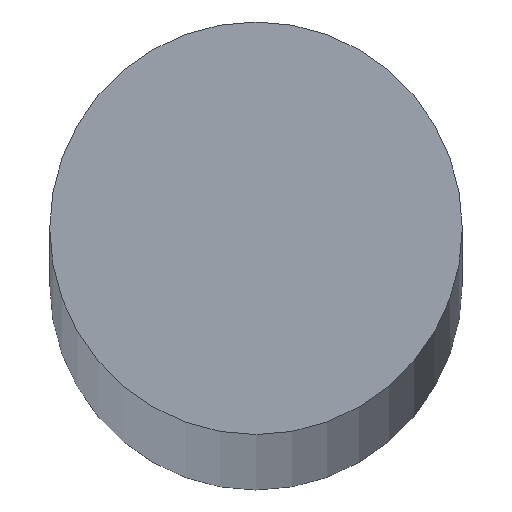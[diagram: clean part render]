
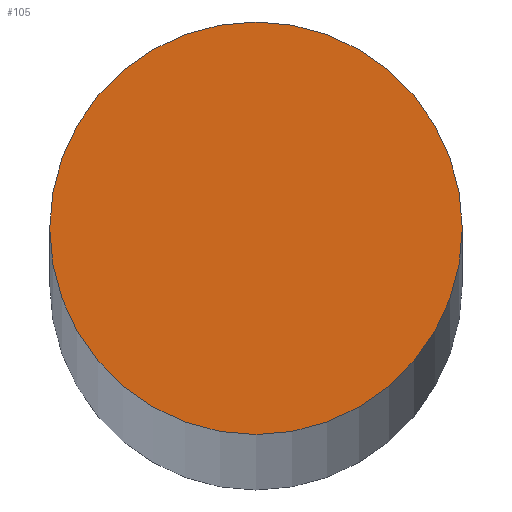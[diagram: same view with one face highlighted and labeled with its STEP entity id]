
A CAD part, top view. The second image highlights one B-rep face of the part: STEP entity #105.
In plain terms, the highlighted planar face has unit normal (0, 0, 1).
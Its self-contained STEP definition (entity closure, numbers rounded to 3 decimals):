
#46 = AXIS2_PLACEMENT_3D ( 'NONE', #154, #140, #130 ) ;
#64 = AXIS2_PLACEMENT_3D ( 'NONE', #129, #122, #131 ) ;
#71 = FACE_OUTER_BOUND ( 'NONE', #165, .T. ) ;
#78 = AXIS2_PLACEMENT_3D ( 'NONE', #145, #152, #170 ) ;
#83 = CIRCLE ( 'NONE', #46, 6.5 ) ;
#97 = CIRCLE ( 'NONE', #78, 6.5 ) ;
#99 = EDGE_CURVE ( 'NONE', #159, #120, #97, .T. ) ;
#103 = EDGE_CURVE ( 'NONE', #120, #159, #83, .T. ) ;
#105 = ADVANCED_FACE ( 'NONE', ( #71 ), #125, .T. ) ;
#120 = VERTEX_POINT ( 'NONE', #128 ) ;
#122 = DIRECTION ( 'NONE',  ( 0., 0., 1. ) ) ;
#123 = CARTESIAN_POINT ( 'NONE',  ( 6.5, 0., 500. ) ) ;
#125 = PLANE ( 'NONE',  #64 ) ;
#128 = CARTESIAN_POINT ( 'NONE',  ( -6.5, 0., 500. ) ) ;
#129 = CARTESIAN_POINT ( 'NONE',  ( 0., 0., 500. ) ) ;
#130 = DIRECTION ( 'NONE',  ( 1., 0., 0. ) ) ;
#131 = DIRECTION ( 'NONE',  ( 1., 0., 0. ) ) ;
#137 = ORIENTED_EDGE ( 'NONE', *, *, #103, .T. ) ;
#140 = DIRECTION ( 'NONE',  ( 0., 0., 1. ) ) ;
#145 = CARTESIAN_POINT ( 'NONE',  ( 0., 0., 500. ) ) ;
#146 = ORIENTED_EDGE ( 'NONE', *, *, #99, .T. ) ;
#152 = DIRECTION ( 'NONE',  ( 0., 0., 1. ) ) ;
#154 = CARTESIAN_POINT ( 'NONE',  ( 0., 0., 500. ) ) ;
#159 = VERTEX_POINT ( 'NONE', #123 ) ;
#165 = EDGE_LOOP ( 'NONE', ( #137, #146 ) ) ;
#170 = DIRECTION ( 'NONE',  ( 1., 0., 0. ) ) ;
